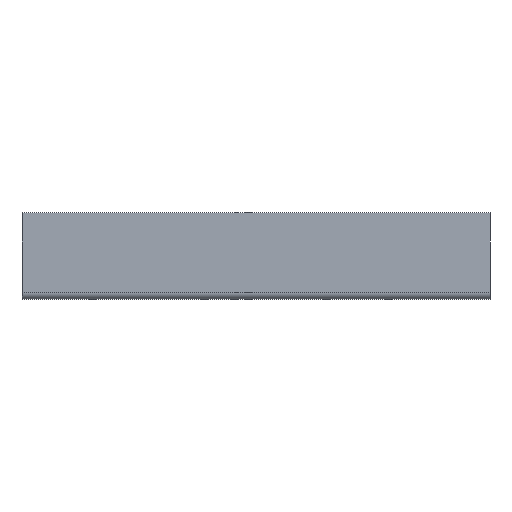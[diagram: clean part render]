
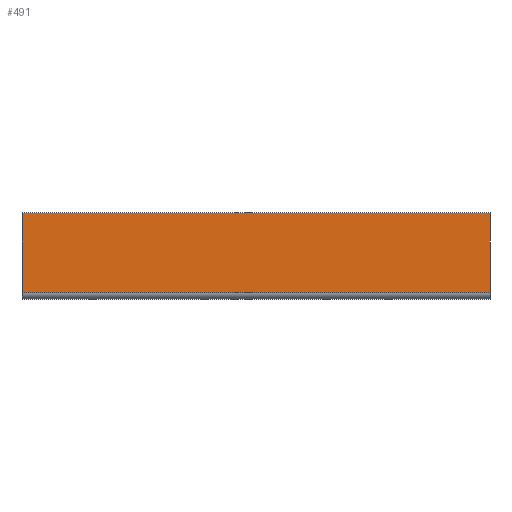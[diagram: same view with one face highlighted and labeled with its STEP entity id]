
A CAD part, left-side view. The second image highlights one B-rep face of the part: STEP entity #491.
In plain terms, the highlighted planar face has unit normal (-1, 0, 0).
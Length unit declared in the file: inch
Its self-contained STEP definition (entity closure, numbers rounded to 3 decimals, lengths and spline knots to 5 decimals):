
#38=PLANE('',#557);
#67=FACE_OUTER_BOUND('',#110,.T.);
#110=EDGE_LOOP('',(#412,#413,#414,#415));
#150=LINE('',#825,#193);
#151=LINE('',#828,#194);
#152=LINE('',#830,#195);
#153=LINE('',#831,#196);
#193=VECTOR('',#678,0.3937);
#194=VECTOR('',#681,0.3937);
#195=VECTOR('',#682,0.3937);
#196=VECTOR('',#683,0.3937);
#265=VERTEX_POINT('',#821);
#266=VERTEX_POINT('',#823);
#267=VERTEX_POINT('',#827);
#268=VERTEX_POINT('',#829);
#318=EDGE_CURVE('',#265,#266,#150,.T.);
#319=EDGE_CURVE('',#267,#266,#151,.T.);
#320=EDGE_CURVE('',#267,#268,#152,.T.);
#321=EDGE_CURVE('',#265,#268,#153,.T.);
#412=ORIENTED_EDGE('',*,*,#318,.T.);
#413=ORIENTED_EDGE('',*,*,#319,.F.);
#414=ORIENTED_EDGE('',*,*,#320,.T.);
#415=ORIENTED_EDGE('',*,*,#321,.F.);
#491=ADVANCED_FACE('',(#67),#38,.T.);
#557=AXIS2_PLACEMENT_3D('',#826,#679,#680);
#678=DIRECTION('',(0.,-1.,0.));
#679=DIRECTION('center_axis',(-1.,0.,0.));
#680=DIRECTION('ref_axis',(0.,0.,1.));
#681=DIRECTION('',(0.,0.,-1.));
#682=DIRECTION('',(0.,1.,0.));
#683=DIRECTION('',(0.,0.,1.));
#821=CARTESIAN_POINT('',(-0.63976,4.25,0.122));
#823=CARTESIAN_POINT('',(-0.63976,-4.25,0.122));
#825=CARTESIAN_POINT('',(-0.63976,0.,0.122));
#826=CARTESIAN_POINT('Origin',(-0.63976,0.,0.));
#827=CARTESIAN_POINT('',(-0.63976,-4.25,1.5748));
#828=CARTESIAN_POINT('',(-0.63976,-4.25,0.));
#829=CARTESIAN_POINT('',(-0.63976,4.25,1.5748));
#830=CARTESIAN_POINT('',(-0.63976,0.,1.5748));
#831=CARTESIAN_POINT('',(-0.63976,4.25,0.));
